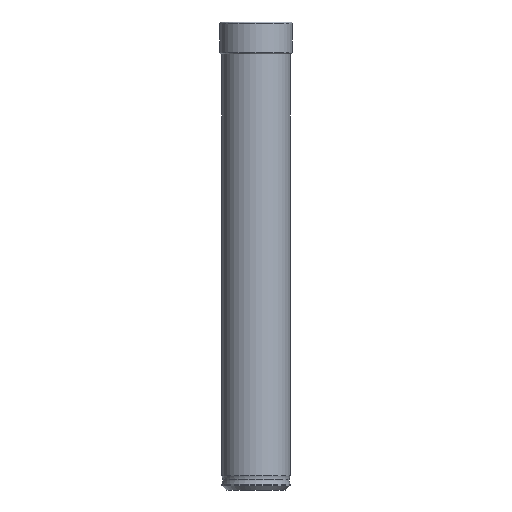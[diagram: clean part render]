
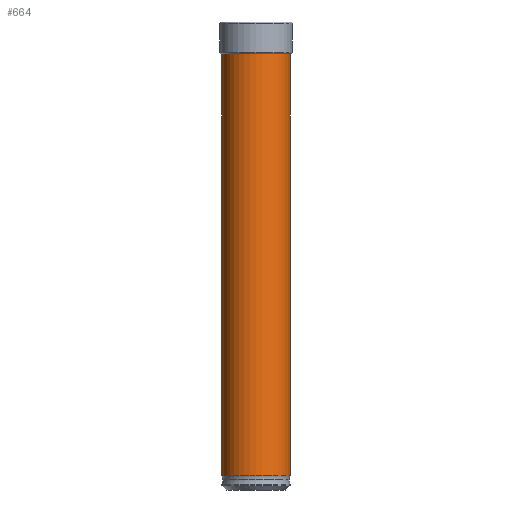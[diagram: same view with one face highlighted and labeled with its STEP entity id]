
A CAD part, front view. The second image highlights one B-rep face of the part: STEP entity #664.
In plain terms, the highlighted cylindrical face has radius 8 mm (diameter 16 mm), a partial arc.
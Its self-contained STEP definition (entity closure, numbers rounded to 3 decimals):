
#518 = VERTEX_POINT ( 'NONE', #955 ) ;
#519 = VERTEX_POINT ( 'NONE', #923 ) ;
#543 = VERTEX_POINT ( 'NONE', #1034 ) ;
#545 = EDGE_CURVE ( 'NONE', #543, #519, #1022, .T. ) ;
#566 = VERTEX_POINT ( 'NONE', #1065 ) ;
#584 = EDGE_CURVE ( 'NONE', #566, #518, #1151, .T. ) ;
#612 = EDGE_CURVE ( 'NONE', #519, #518, #1298, .T. ) ;
#659 = EDGE_CURVE ( 'NONE', #543, #566, #1430, .T. ) ;
#664 = ADVANCED_FACE ( 'NONE', ( #1353 ), #1429, .T. ) ;
#665 = ORIENTED_EDGE ( 'NONE', *, *, #584, .T. ) ;
#667 = ORIENTED_EDGE ( 'NONE', *, *, #545, .F. ) ;
#723 = EDGE_LOOP ( 'NONE', ( #667, #733, #665, #728 ) ) ;
#728 = ORIENTED_EDGE ( 'NONE', *, *, #612, .F. ) ;
#733 = ORIENTED_EDGE ( 'NONE', *, *, #659, .T. ) ;
#923 = CARTESIAN_POINT ( 'NONE',  ( 8., 0., 3.4 ) ) ;
#955 = CARTESIAN_POINT ( 'NONE',  ( -8., 0., 3.4 ) ) ;
#1022 = LINE ( 'NONE', #1052, #1051 ) ;
#1033 = DIRECTION ( 'NONE',  ( 0., 0., -1. ) ) ;
#1034 = CARTESIAN_POINT ( 'NONE',  ( 8., 0., 102.5 ) ) ;
#1051 = VECTOR ( 'NONE', #1033, 1000. ) ;
#1052 = CARTESIAN_POINT ( 'NONE',  ( 8., 0., 0. ) ) ;
#1065 = CARTESIAN_POINT ( 'NONE',  ( -8., 0., 102.5 ) ) ;
#1149 = VECTOR ( 'NONE', #1230, 1000. ) ;
#1150 = CARTESIAN_POINT ( 'NONE',  ( -8., 0., 0. ) ) ;
#1151 = LINE ( 'NONE', #1150, #1149 ) ;
#1230 = DIRECTION ( 'NONE',  ( 0., 0., -1. ) ) ;
#1237 = AXIS2_PLACEMENT_3D ( 'NONE', #1280, #1263, #1262 ) ;
#1262 = DIRECTION ( 'NONE',  ( -1., 0., 0. ) ) ;
#1263 = DIRECTION ( 'NONE',  ( 0., 0., -1. ) ) ;
#1280 = CARTESIAN_POINT ( 'NONE',  ( 0., 0., 3.4 ) ) ;
#1298 = CIRCLE ( 'NONE', #1237, 8. ) ;
#1345 = DIRECTION ( 'NONE',  ( -1., 0., 0. ) ) ;
#1346 = DIRECTION ( 'NONE',  ( 0., 0., -1. ) ) ;
#1350 = DIRECTION ( 'NONE',  ( -1., 0., 0. ) ) ;
#1351 = DIRECTION ( 'NONE',  ( 0., 0., -1. ) ) ;
#1353 = FACE_OUTER_BOUND ( 'NONE', #723, .T. ) ;
#1354 = CARTESIAN_POINT ( 'NONE',  ( 0., 0., 0. ) ) ;
#1359 = AXIS2_PLACEMENT_3D ( 'NONE', #1428, #1351, #1350 ) ;
#1371 = AXIS2_PLACEMENT_3D ( 'NONE', #1354, #1346, #1345 ) ;
#1428 = CARTESIAN_POINT ( 'NONE',  ( 0., 0., 102.5 ) ) ;
#1429 = CYLINDRICAL_SURFACE ( 'NONE', #1371, 8. ) ;
#1430 = CIRCLE ( 'NONE', #1359, 8. ) ;
